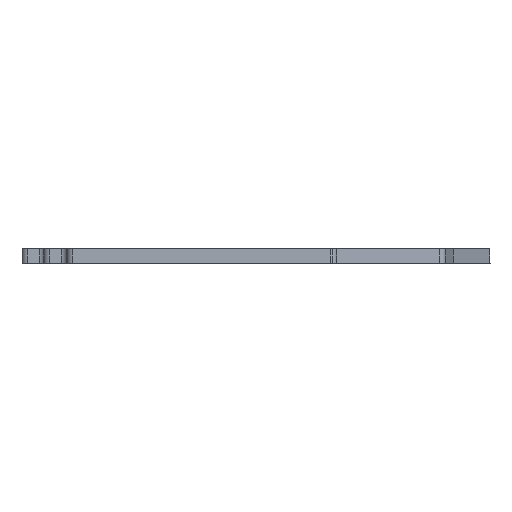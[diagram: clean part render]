
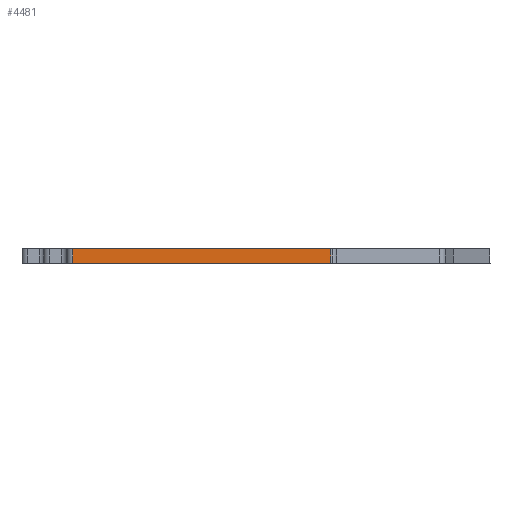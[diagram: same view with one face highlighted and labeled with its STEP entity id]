
A CAD part, left-side view. The second image highlights one B-rep face of the part: STEP entity #4481.
In plain terms, the highlighted planar face has unit normal (-1, 0, 0).
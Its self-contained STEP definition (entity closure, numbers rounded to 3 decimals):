
#672=CARTESIAN_POINT('',(-132.854,-15.45,11.));
#673=VERTEX_POINT('',#672);
#681=CARTESIAN_POINT('',(-132.846,39.2,11.));
#682=VERTEX_POINT('',#681);
#683=CARTESIAN_POINT('',(-132.854,-15.45,11.));
#684=DIRECTION('',(0.,1.,0.));
#685=VECTOR('',#684,54.65);
#686=LINE('',#683,#685);
#687=EDGE_CURVE('',#673,#682,#686,.T.);
#3856=CARTESIAN_POINT('',(-132.846,39.2,14.));
#3857=VERTEX_POINT('',#3856);
#3865=CARTESIAN_POINT('',(-132.854,-15.45,14.));
#3866=VERTEX_POINT('',#3865);
#3867=CARTESIAN_POINT('',(-132.854,-15.45,14.));
#3868=DIRECTION('',(0.,1.,-0.));
#3869=VECTOR('',#3868,54.65);
#3870=LINE('',#3867,#3869);
#3871=EDGE_CURVE('',#3866,#3857,#3870,.T.);
#4460=CARTESIAN_POINT('',(-132.85,11.875,14.));
#4461=DIRECTION('',(-1.,0.,0.));
#4462=DIRECTION('',(0.,-1.,0.));
#4463=AXIS2_PLACEMENT_3D('',#4460,#4461,#4462);
#4464=PLANE('',#4463);
#4465=ORIENTED_EDGE('',*,*,#3871,.T.);
#4466=CARTESIAN_POINT('',(-132.846,39.2,14.));
#4467=DIRECTION('',(-0.,-0.,-1.));
#4468=VECTOR('',#4467,3.);
#4469=LINE('',#4466,#4468);
#4470=EDGE_CURVE('',#3857,#682,#4469,.T.);
#4471=ORIENTED_EDGE('',*,*,#4470,.T.);
#4472=ORIENTED_EDGE('',*,*,#687,.F.);
#4473=CARTESIAN_POINT('',(-132.854,-15.45,11.));
#4474=DIRECTION('',(0.,0.,1.));
#4475=VECTOR('',#4474,3.);
#4476=LINE('',#4473,#4475);
#4477=EDGE_CURVE('',#673,#3866,#4476,.T.);
#4478=ORIENTED_EDGE('',*,*,#4477,.T.);
#4479=EDGE_LOOP('',(#4465,#4471,#4472,#4478));
#4480=FACE_BOUND('',#4479,.T.);
#4481=ADVANCED_FACE('',(#4480),#4464,.T.);
